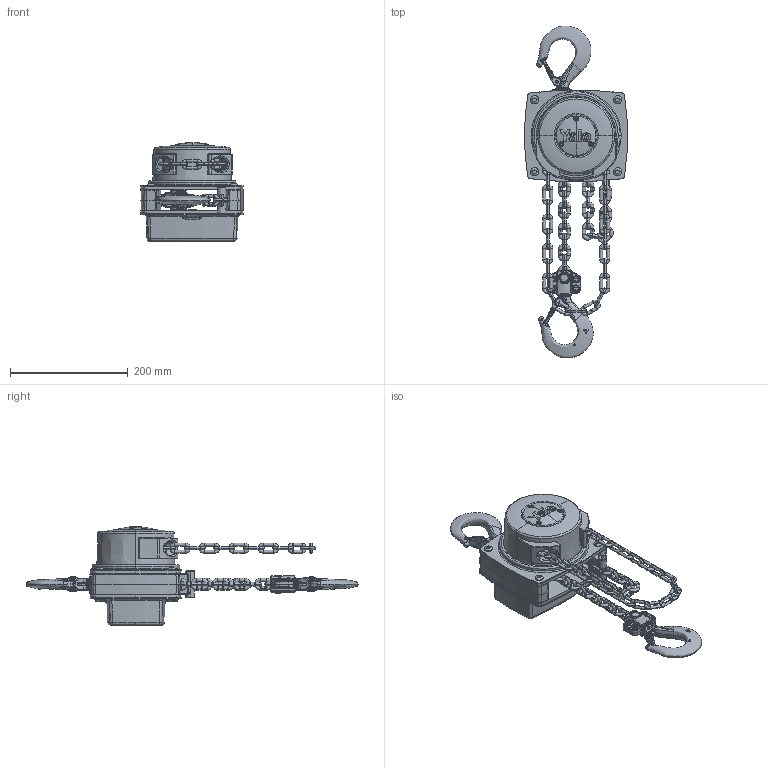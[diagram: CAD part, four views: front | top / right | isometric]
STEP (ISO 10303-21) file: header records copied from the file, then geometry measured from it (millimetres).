
FILE_DESCRIPTION (( 'STEP AP203' ), '1' );
FILE_NAME ('YL III 1,0t.STEP', '2011-11-14T07:29:46', ( 'Yale Industrial Products GmbH' ), ( 'Yale Industrial Products GmbH' ), 'SwSTEP 2.0', 'SolidWorks 2010', '' );
FILE_SCHEMA (( 'CONFIG_CONTROL_DESIGN' ));
Length unit declared in the file: millimetre
Products named in the file (1): YL III 1,0t
Bounding box: 174.41 x 563.2 x 167.75 mm (x, y, z)
Surface area: 410173.8 mm2 (no closed solid volume)
Topology: 0 solids, 148 shells, 2211 faces, 6686 edges, 4413 vertices
Faces by surface type: cylinder 705, torus 607, plane 356, bspline 314, cone 133, sphere 96
Entity records: 129893 total; most frequent: CARTESIAN_POINT 73769, DIRECTION 12061, ORIENTED_EDGE 10863, EDGE_CURVE 6540, AXIS2_PLACEMENT_3D 5141, VERTEX_POINT 4332, CIRCLE 3243, EDGE_LOOP 2429
